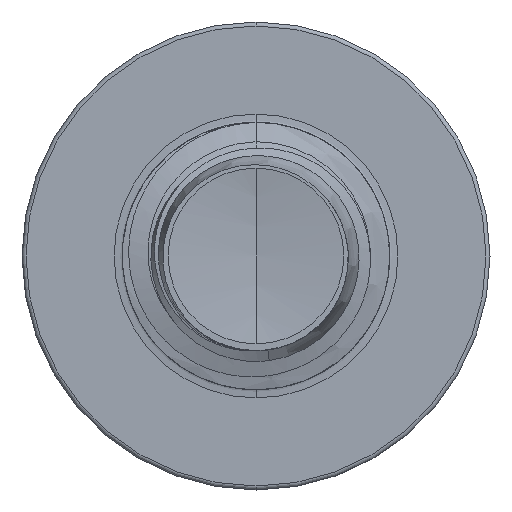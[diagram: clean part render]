
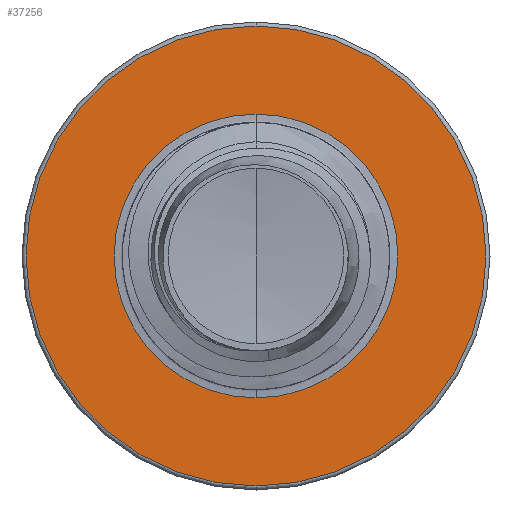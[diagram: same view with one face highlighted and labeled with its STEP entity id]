
A CAD part, front view. The second image highlights one B-rep face of the part: STEP entity #37256.
In plain terms, the highlighted planar face has unit normal (0, -1, 0).
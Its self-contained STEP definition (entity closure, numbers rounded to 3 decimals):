
#937 = AXIS2_PLACEMENT_3D ( 'NONE', #12662, #44850, #17287 ) ;
#2129 = CARTESIAN_POINT ( 'NONE',  ( 0., 32.5, 3.186 ) ) ;
#4492 = CARTESIAN_POINT ( 'NONE',  ( 0., 32.5, 0. ) ) ;
#5841 = EDGE_LOOP ( 'NONE', ( #56994, #39990 ) ) ;
#7269 = AXIS2_PLACEMENT_3D ( 'NONE', #54827, #27324, #59409 ) ;
#7632 = AXIS2_PLACEMENT_3D ( 'NONE', #36570, #8935, #41195 ) ;
#8935 = DIRECTION ( 'NONE',  ( 0., 1., 0. ) ) ;
#9214 = DIRECTION ( 'NONE',  ( 0., 0., 1. ) ) ;
#10039 = CARTESIAN_POINT ( 'NONE',  ( 0., 32.5, -3.186 ) ) ;
#10886 = VERTEX_POINT ( 'NONE', #58657 ) ;
#12112 = FACE_OUTER_BOUND ( 'NONE', #5841, .T. ) ;
#12662 = CARTESIAN_POINT ( 'NONE',  ( 0., 32.5, 0. ) ) ;
#17287 = DIRECTION ( 'NONE',  ( 0., 0., 1. ) ) ;
#17945 = EDGE_CURVE ( 'NONE', #30449, #57644, #27453, .T. ) ;
#18128 = EDGE_CURVE ( 'NONE', #22589, #10886, #41125, .T. ) ;
#18462 = AXIS2_PLACEMENT_3D ( 'NONE', #10039, #46901, #19332 ) ;
#19332 = DIRECTION ( 'NONE',  ( 0., 0., 1. ) ) ;
#22589 = VERTEX_POINT ( 'NONE', #57115 ) ;
#23386 = PLANE ( 'NONE',  #18462 ) ;
#24369 = CARTESIAN_POINT ( 'NONE',  ( 0., 32.5, -3.186 ) ) ;
#27324 = DIRECTION ( 'NONE',  ( 0., 1., 0. ) ) ;
#27453 = CIRCLE ( 'NONE', #7269, 3.186 ) ;
#29010 = EDGE_CURVE ( 'NONE', #57644, #30449, #48212, .T. ) ;
#30449 = VERTEX_POINT ( 'NONE', #2129 ) ;
#33839 = EDGE_CURVE ( 'NONE', #10886, #22589, #41719, .T. ) ;
#36181 = AXIS2_PLACEMENT_3D ( 'NONE', #4492, #36839, #9214 ) ;
#36570 = CARTESIAN_POINT ( 'NONE',  ( 0., 32.5, 0. ) ) ;
#36632 = FACE_BOUND ( 'NONE', #59265, .T. ) ;
#36839 = DIRECTION ( 'NONE',  ( 0., 1., 0. ) ) ;
#37256 = ADVANCED_FACE ( 'NONE', ( #12112, #36632 ), #23386, .F. ) ;
#39990 = ORIENTED_EDGE ( 'NONE', *, *, #18128, .F. ) ;
#41125 = CIRCLE ( 'NONE', #7632, 5.16 ) ;
#41195 = DIRECTION ( 'NONE',  ( 0., 0., 1. ) ) ;
#41719 = CIRCLE ( 'NONE', #36181, 5.16 ) ;
#44850 = DIRECTION ( 'NONE',  ( 0., 1., 0. ) ) ;
#46901 = DIRECTION ( 'NONE',  ( 0., 1., 0. ) ) ;
#48212 = CIRCLE ( 'NONE', #937, 3.186 ) ;
#54827 = CARTESIAN_POINT ( 'NONE',  ( 0., 32.5, 0. ) ) ;
#56994 = ORIENTED_EDGE ( 'NONE', *, *, #33839, .F. ) ;
#57115 = CARTESIAN_POINT ( 'NONE',  ( 0., 32.5, -5.16 ) ) ;
#57644 = VERTEX_POINT ( 'NONE', #24369 ) ;
#58397 = ORIENTED_EDGE ( 'NONE', *, *, #17945, .T. ) ;
#58657 = CARTESIAN_POINT ( 'NONE',  ( 0., 32.5, 5.16 ) ) ;
#59265 = EDGE_LOOP ( 'NONE', ( #58397, #59855 ) ) ;
#59409 = DIRECTION ( 'NONE',  ( 0., 0., 1. ) ) ;
#59855 = ORIENTED_EDGE ( 'NONE', *, *, #29010, .T. ) ;
